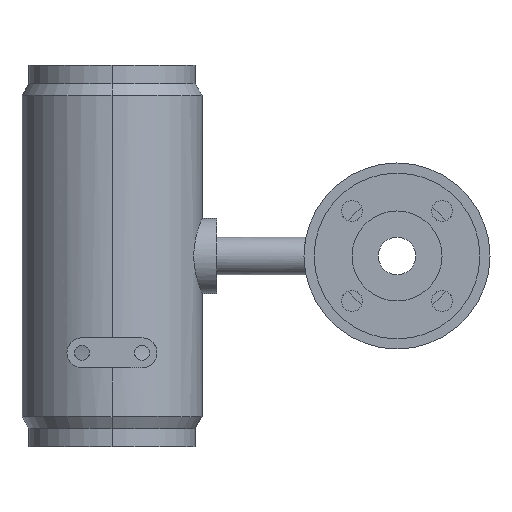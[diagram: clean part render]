
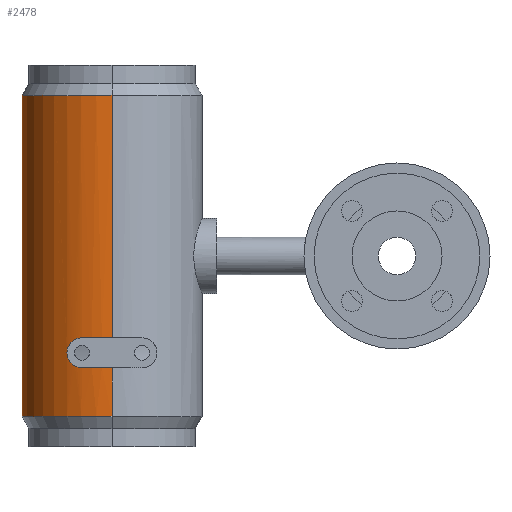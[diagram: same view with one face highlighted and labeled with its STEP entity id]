
A CAD part, left-side view. The second image highlights one B-rep face of the part: STEP entity #2478.
In plain terms, the highlighted cylindrical face has radius 60 mm (diameter 120 mm), a partial arc.
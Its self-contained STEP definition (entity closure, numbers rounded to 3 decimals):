
#4 = AXIS2_PLACEMENT_3D ( 'NONE', #1459, #2389, #298 ) ;
#36 = DIRECTION ( 'NONE',  ( 0., 0., -1. ) ) ;
#101 = DIRECTION ( 'NONE',  ( -1., 0., 0. ) ) ;
#178 = CARTESIAN_POINT ( 'NONE',  ( -53.84, 216.486, -56.894 ) ) ;
#211 = CARTESIAN_POINT ( 'NONE',  ( -52.283, 219.439, -67.903 ) ) ;
#219 = CARTESIAN_POINT ( 'NONE',  ( -51.973, 219.981, -65.239 ) ) ;
#298 = DIRECTION ( 'NONE',  ( 1., 0., 0. ) ) ;
#314 = FACE_OUTER_BOUND ( 'NONE', #1555, .T. ) ;
#325 = CARTESIAN_POINT ( 'NONE',  ( 0., 190., 107. ) ) ;
#361 = CARTESIAN_POINT ( 'NONE',  ( 0., 190., -54.533 ) ) ;
#410 = CARTESIAN_POINT ( 'NONE',  ( -55.353, 213.161, -55.024 ) ) ;
#417 = CARTESIAN_POINT ( 'NONE',  ( 60., 190., 107. ) ) ;
#421 = CARTESIAN_POINT ( 'NONE',  ( -54.844, 214.342, -73.563 ) ) ;
#441 = CARTESIAN_POINT ( 'NONE',  ( -56.455, 210.322, -54.533 ) ) ;
#449 = CARTESIAN_POINT ( 'NONE',  ( -53.726, 216.712, -71.952 ) ) ;
#649 = CARTESIAN_POINT ( 'NONE',  ( -53.155, 217.832, -58.307 ) ) ;
#661 = CARTESIAN_POINT ( 'NONE',  ( -51.961, 220.001, -64.214 ) ) ;
#672 = CARTESIAN_POINT ( 'NONE',  ( -54.092, 215.964, -72.566 ) ) ;
#691 = CARTESIAN_POINT ( 'NONE',  ( -53.374, 217.41, -57.81 ) ) ;
#695 = EDGE_CURVE ( 'NONE', #967, #2252, #2956, .T. ) ;
#742 = VERTEX_POINT ( 'NONE', #1936 ) ;
#780 = EDGE_CURVE ( 'NONE', #1272, #1989, #2346, .T. ) ;
#786 = ORIENTED_EDGE ( 'NONE', *, *, #1085, .T. ) ;
#792 = CYLINDRICAL_SURFACE ( 'NONE', #2464, 60. ) ;
#797 = CARTESIAN_POINT ( 'NONE',  ( -60., 190., 107. ) ) ;
#853 = EDGE_CURVE ( 'NONE', #2252, #1272, #2743, .T. ) ;
#892 = CARTESIAN_POINT ( 'NONE',  ( -52.04, 219.863, -62.85 ) ) ;
#905 = CARTESIAN_POINT ( 'NONE',  ( -52.58, 218.904, -59.968 ) ) ;
#910 = CARTESIAN_POINT ( 'NONE',  ( -53.158, 217.829, -70.788 ) ) ;
#919 = CARTESIAN_POINT ( 'NONE',  ( -52.765, 218.564, -69.707 ) ) ;
#967 = VERTEX_POINT ( 'NONE', #2332 ) ;
#1016 = LINE ( 'NONE', #797, #2638 ) ;
#1044 = EDGE_CURVE ( 'NONE', #967, #1772, #1016, .T. ) ;
#1085 = EDGE_CURVE ( 'NONE', #2945, #1772, #1409, .T. ) ;
#1089 = CARTESIAN_POINT ( 'NONE',  ( -55.356, 213.148, -74.03 ) ) ;
#1121 = CARTESIAN_POINT ( 'NONE',  ( -53.848, 216.467, -72.167 ) ) ;
#1125 = EDGE_CURVE ( 'NONE', #742, #2945, #1653, .T. ) ;
#1141 = CARTESIAN_POINT ( 'NONE',  ( -56.569, 210., -54.533 ) ) ;
#1149 = CARTESIAN_POINT ( 'NONE',  ( -54.084, 215.985, -56.496 ) ) ;
#1157 = VECTOR ( 'NONE', #2456, 1000. ) ;
#1162 = CARTESIAN_POINT ( 'NONE',  ( -56.569, 210., -74.533 ) ) ;
#1248 = AXIS2_PLACEMENT_3D ( 'NONE', #1384, #2519, #2295 ) ;
#1252 = ORIENTED_EDGE ( 'NONE', *, *, #2194, .F. ) ;
#1272 = VERTEX_POINT ( 'NONE', #1601 ) ;
#1301 = CIRCLE ( 'NONE', #1248, 60. ) ;
#1342 = CARTESIAN_POINT ( 'NONE',  ( -54.59, 214.905, -73.27 ) ) ;
#1359 = CARTESIAN_POINT ( 'NONE',  ( -52.86, 218.389, -69.986 ) ) ;
#1378 = CARTESIAN_POINT ( 'NONE',  ( -52.588, 218.889, -69.126 ) ) ;
#1384 = CARTESIAN_POINT ( 'NONE',  ( 0., 190., 107. ) ) ;
#1409 = CIRCLE ( 'NONE', #4, 60. ) ;
#1443 = VERTEX_POINT ( 'NONE', #2363 ) ;
#1459 = CARTESIAN_POINT ( 'NONE',  ( 0., 190., -107. ) ) ;
#1524 = ORIENTED_EDGE ( 'NONE', *, *, #1044, .F. ) ;
#1525 = ORIENTED_EDGE ( 'NONE', *, *, #695, .T. ) ;
#1555 = EDGE_LOOP ( 'NONE', ( #1712, #2038, #786, #1524, #1525, #1964, #1924, #1252 ) ) ;
#1564 = CARTESIAN_POINT ( 'NONE',  ( -51.971, 219.984, -63.872 ) ) ;
#1574 = CARTESIAN_POINT ( 'NONE',  ( -53.05, 218.031, -58.566 ) ) ;
#1596 = CARTESIAN_POINT ( 'NONE',  ( -52.045, 219.854, -66.267 ) ) ;
#1601 = CARTESIAN_POINT ( 'NONE',  ( -56.569, 210., -54.533 ) ) ;
#1607 = CARTESIAN_POINT ( 'NONE',  ( -52.014, 219.909, -65.925 ) ) ;
#1653 = LINE ( 'NONE', #417, #1157 ) ;
#1702 = AXIS2_PLACEMENT_3D ( 'NONE', #2433, #2841, #101 ) ;
#1712 = ORIENTED_EDGE ( 'NONE', *, *, #1717, .F. ) ;
#1717 = EDGE_CURVE ( 'NONE', #742, #1443, #1301, .T. ) ;
#1749 = CARTESIAN_POINT ( 'NONE',  ( -56.1, 211.291, -74.469 ) ) ;
#1766 = CARTESIAN_POINT ( 'NONE',  ( -56.338, 210.653, -74.533 ) ) ;
#1772 = VERTEX_POINT ( 'NONE', #2531 ) ;
#1790 = DIRECTION ( 'NONE',  ( 0., 0., -1. ) ) ;
#1796 = CARTESIAN_POINT ( 'NONE',  ( -53.376, 217.41, -71.279 ) ) ;
#1825 = CARTESIAN_POINT ( 'NONE',  ( -52.276, 219.451, -61.197 ) ) ;
#1837 = CARTESIAN_POINT ( 'NONE',  ( -52.851, 218.405, -59.105 ) ) ;
#1924 = ORIENTED_EDGE ( 'NONE', *, *, #780, .T. ) ;
#1936 = CARTESIAN_POINT ( 'NONE',  ( 60., 190., 107. ) ) ;
#1964 = ORIENTED_EDGE ( 'NONE', *, *, #853, .T. ) ;
#1989 = VERTEX_POINT ( 'NONE', #2377 ) ;
#1999 = CARTESIAN_POINT ( 'NONE',  ( -60., 190., 107. ) ) ;
#2011 = CARTESIAN_POINT ( 'NONE',  ( -55.608, 212.537, -74.211 ) ) ;
#2022 = CARTESIAN_POINT ( 'NONE',  ( -52.756, 218.58, -59.385 ) ) ;
#2034 = CARTESIAN_POINT ( 'NONE',  ( -51.962, 219.999, -64.897 ) ) ;
#2038 = ORIENTED_EDGE ( 'NONE', *, *, #1125, .T. ) ;
#2061 = AXIS2_PLACEMENT_3D ( 'NONE', #361, #2481, #2906 ) ;
#2064 = CARTESIAN_POINT ( 'NONE',  ( -53.488, 217.186, -57.571 ) ) ;
#2115 = LINE ( 'NONE', #1999, #2762 ) ;
#2194 = EDGE_CURVE ( 'NONE', #1443, #1989, #2115, .T. ) ;
#2252 = VERTEX_POINT ( 'NONE', #1162 ) ;
#2260 = CARTESIAN_POINT ( 'NONE',  ( -54.586, 214.915, -55.801 ) ) ;
#2274 = CARTESIAN_POINT ( 'NONE',  ( -52.505, 219.039, -68.823 ) ) ;
#2285 = CARTESIAN_POINT ( 'NONE',  ( -52.01, 219.916, -63.191 ) ) ;
#2295 = DIRECTION ( 'NONE',  ( 1., 0., 0. ) ) ;
#2304 = CARTESIAN_POINT ( 'NONE',  ( -54.216, 215.705, -72.752 ) ) ;
#2332 = CARTESIAN_POINT ( 'NONE',  ( -60., 190., -74.533 ) ) ;
#2346 = CIRCLE ( 'NONE', #2061, 60. ) ;
#2363 = CARTESIAN_POINT ( 'NONE',  ( -60., 190., 107. ) ) ;
#2377 = CARTESIAN_POINT ( 'NONE',  ( -60., 190., -54.533 ) ) ;
#2389 = DIRECTION ( 'NONE',  ( 0., 0., 1. ) ) ;
#2405 = DIRECTION ( 'NONE',  ( 0., 0., -1. ) ) ;
#2433 = CARTESIAN_POINT ( 'NONE',  ( 0., 190., -74.533 ) ) ;
#2456 = DIRECTION ( 'NONE',  ( 0., 0., -1. ) ) ;
#2464 = AXIS2_PLACEMENT_3D ( 'NONE', #325, #2405, #2883 ) ;
#2469 = CARTESIAN_POINT ( 'NONE',  ( -55.732, 212.228, -74.287 ) ) ;
#2478 = ADVANCED_FACE ( 'NONE', ( #314 ), #792, .T. ) ;
#2481 = DIRECTION ( 'NONE',  ( 0., 0., 1. ) ) ;
#2511 = CARTESIAN_POINT ( 'NONE',  ( -56.338, 210.644, -54.548 ) ) ;
#2519 = DIRECTION ( 'NONE',  ( 0., 0., 1. ) ) ;
#2520 = CARTESIAN_POINT ( 'NONE',  ( -54.845, 214.341, -55.501 ) ) ;
#2531 = CARTESIAN_POINT ( 'NONE',  ( -60., 190., -107. ) ) ;
#2532 = CARTESIAN_POINT ( 'NONE',  ( -55.975, 211.609, -54.658 ) ) ;
#2539 = CARTESIAN_POINT ( 'NONE',  ( -55.605, 212.552, -54.843 ) ) ;
#2638 = VECTOR ( 'NONE', #36, 1000. ) ;
#2687 = CARTESIAN_POINT ( 'NONE',  ( -56.569, 210., -74.533 ) ) ;
#2694 = CARTESIAN_POINT ( 'NONE',  ( -55.228, 213.452, -73.923 ) ) ;
#2715 = CARTESIAN_POINT ( 'NONE',  ( -56.098, 211.288, -54.611 ) ) ;
#2721 = CARTESIAN_POINT ( 'NONE',  ( -52.497, 219.053, -60.271 ) ) ;
#2743 = B_SPLINE_CURVE_WITH_KNOTS ( 'NONE', 3,
 ( #2687, #1766, #1749, #2469, #2011, #1089, #2694, #421, #1342, #2304, #672, #1121, #449, #1796, #910, #1359, #919, #1378, #2274, #211, #2939, #1596, #1607, #219, #2034, #661, #1564, #2285, #892, #2983, #1825, #2721, #905, #2022, #1837, #1574, #649, #691, #2064, #178, #1149, #2260, #2520, #410, #2539, #2532, #2715, #2511, #441, #1141 ),
 .UNSPECIFIED., .F., .F.,
 ( 4, 2, 2, 2, 2, 2, 2, 2, 2, 2, 2, 2, 2, 2, 2, 2, 2, 2, 2, 2, 2, 2, 2, 2, 4 ),
 ( 0., 0.002, 0.003, 0.004, 0.006, 0.007, 0.008, 0.01, 0.011, 0.012, 0.014, 0.015, 0.016, 0.017, 0.018, 0.02, 0.021, 0.023, 0.024, 0.025, 0.027, 0.029, 0.031, 0.032, 0.033 ),
 .UNSPECIFIED. ) ;
#2762 = VECTOR ( 'NONE', #1790, 1000. ) ;
#2827 = CARTESIAN_POINT ( 'NONE',  ( 60., 190., -107. ) ) ;
#2841 = DIRECTION ( 'NONE',  ( 0., 0., -1. ) ) ;
#2883 = DIRECTION ( 'NONE',  ( -1., 0., 0. ) ) ;
#2906 = DIRECTION ( 'NONE',  ( 0., -1., 0. ) ) ;
#2939 = CARTESIAN_POINT ( 'NONE',  ( -52.166, 219.644, -67.265 ) ) ;
#2945 = VERTEX_POINT ( 'NONE', #2827 ) ;
#2956 = CIRCLE ( 'NONE', #1702, 60. ) ;
#2983 = CARTESIAN_POINT ( 'NONE',  ( -52.159, 219.655, -61.84 ) ) ;
